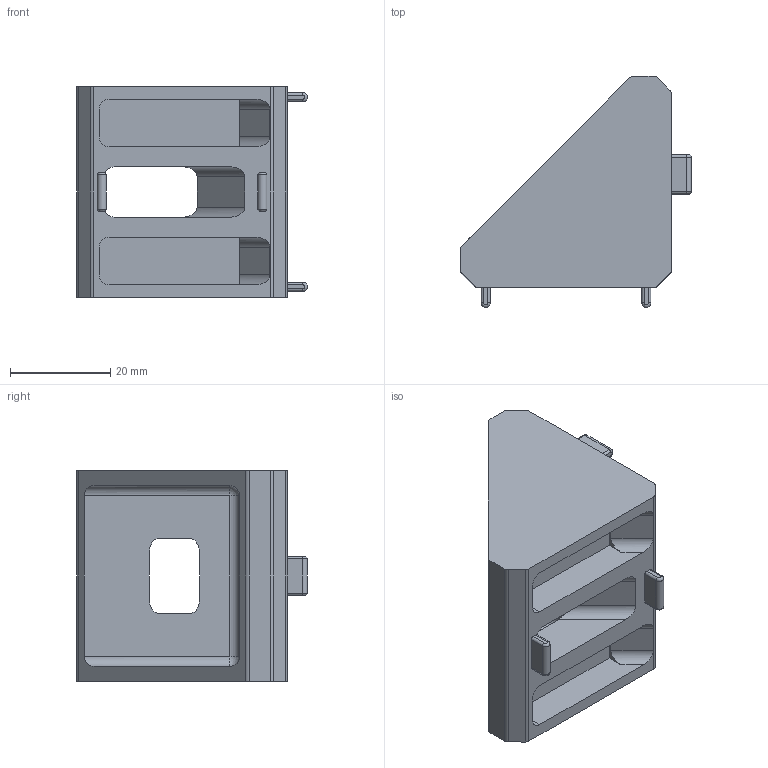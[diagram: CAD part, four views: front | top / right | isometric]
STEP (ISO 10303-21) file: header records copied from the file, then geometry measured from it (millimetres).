
FILE_DESCRIPTION(/* description */ ('SQUADRETTA 42x42x42 ANTIROT. 90°'),/* implementation_level */ '2;1');
FILE_NAME(/* name */ 'DSQAL0000091.stp',/* time_stamp */ '2019-03-28T18:15:59+01:00',/* author */ ('fzagni'),/* organization */ (''),/* preprocessor_version */ 'ST-DEVELOPER v17.2',/* originating_system */ 'Autodesk Inventor 2019',/* authorisation */ '');
FILE_SCHEMA (('AUTOMOTIVE_DESIGN { 1 0 10303 214 3 1 1 }'));
Length unit declared in the file: millimetre
Products named in the file (1): DSQAL0000091
Bounding box: 46 x 46 x 42 mm (x, y, z)
Volume: 21368.2 mm3; surface area: 12203.6 mm2
Topology: 1 solids, 1 shells, 128 faces, 330 edges, 212 vertices
Faces by surface type: plane 61, cylinder 57, bspline 8, sphere 2
Entity records: 4037 total; most frequent: CARTESIAN_POINT 783, DIRECTION 698, ORIENTED_EDGE 660, EDGE_CURVE 330, AXIS2_PLACEMENT_3D 247, VERTEX_POINT 212, LINE 204, VECTOR 204
